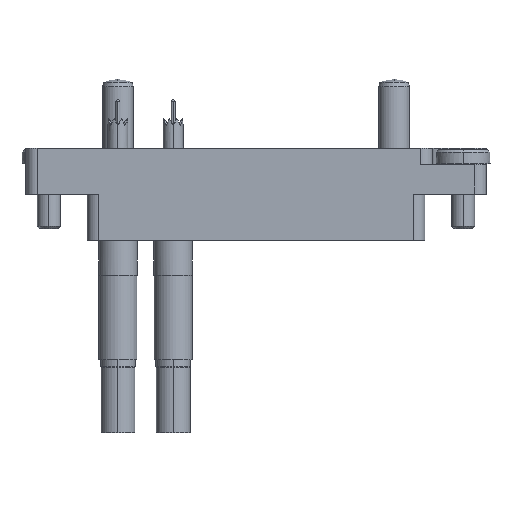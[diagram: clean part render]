
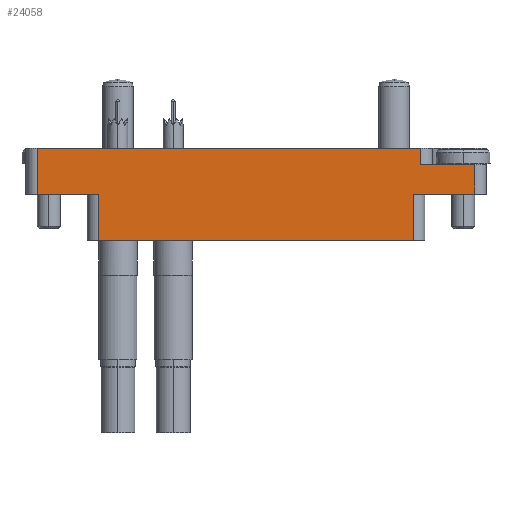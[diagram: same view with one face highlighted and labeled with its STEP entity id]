
A CAD part, left-side view. The second image highlights one B-rep face of the part: STEP entity #24058.
In plain terms, the highlighted face is planar.
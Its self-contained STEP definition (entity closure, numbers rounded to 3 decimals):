
#176 = LINE ( 'NONE', #4010, #5774 ) ;
#797 = ORIENTED_EDGE ( 'NONE', *, *, #12819, .T. ) ;
#969 = DIRECTION ( 'NONE',  ( 1., 0., 0. ) ) ;
#1105 = CARTESIAN_POINT ( 'NONE',  ( 30., 3.9, 14.35 ) ) ;
#1442 = DIRECTION ( 'NONE',  ( 0., 0., -1. ) ) ;
#1618 = DIRECTION ( 'NONE',  ( 0., -1., 0. ) ) ;
#1854 = EDGE_LOOP ( 'NONE', ( #9216, #13801, #13294, #24449, #17054, #797, #2125, #5904, #22080, #21099 ) ) ;
#1988 = VECTOR ( 'NONE', #15283, 1000. ) ;
#2125 = ORIENTED_EDGE ( 'NONE', *, *, #22593, .F. ) ;
#2301 = VERTEX_POINT ( 'NONE', #14293 ) ;
#2453 = VECTOR ( 'NONE', #24453, 1000. ) ;
#2816 = LINE ( 'NONE', #1105, #24637 ) ;
#3206 = VERTEX_POINT ( 'NONE', #4557 ) ;
#3421 = CARTESIAN_POINT ( 'NONE',  ( -30., 0., 14.35 ) ) ;
#3467 = EDGE_CURVE ( 'NONE', #21821, #10859, #176, .T. ) ;
#3712 = LINE ( 'NONE', #13775, #14964 ) ;
#3861 = VECTOR ( 'NONE', #19112, 1000. ) ;
#3962 = AXIS2_PLACEMENT_3D ( 'NONE', #3421, #1442, #15080 ) ;
#4010 = CARTESIAN_POINT ( 'NONE',  ( 28.5, 3.9, 14.35 ) ) ;
#4305 = EDGE_CURVE ( 'NONE', #16877, #2301, #15905, .T. ) ;
#4504 = LINE ( 'NONE', #8502, #2453 ) ;
#4557 = CARTESIAN_POINT ( 'NONE',  ( 20.5, -6., 14.35 ) ) ;
#5004 = CARTESIAN_POINT ( 'NONE',  ( 21.5, 0., 14.35 ) ) ;
#5152 = FACE_OUTER_BOUND ( 'NONE', #1854, .T. ) ;
#5774 = VECTOR ( 'NONE', #18173, 1000. ) ;
#5904 = ORIENTED_EDGE ( 'NONE', *, *, #10070, .T. ) ;
#6124 = CARTESIAN_POINT ( 'NONE',  ( -20.5, 0., 14.35 ) ) ;
#6310 = CARTESIAN_POINT ( 'NONE',  ( 21.5, 3.9, 14.35 ) ) ;
#7832 = CARTESIAN_POINT ( 'NONE',  ( 30., 0., 14.35 ) ) ;
#8231 = LINE ( 'NONE', #7832, #25479 ) ;
#8502 = CARTESIAN_POINT ( 'NONE',  ( 30., 0., 14.35 ) ) ;
#8681 = EDGE_CURVE ( 'NONE', #21821, #24771, #8231, .T. ) ;
#9164 = VERTEX_POINT ( 'NONE', #18750 ) ;
#9216 = ORIENTED_EDGE ( 'NONE', *, *, #18272, .F. ) ;
#10070 = EDGE_CURVE ( 'NONE', #11680, #19054, #25311, .T. ) ;
#10859 = VERTEX_POINT ( 'NONE', #14840 ) ;
#11047 = LINE ( 'NONE', #25287, #3861 ) ;
#11335 = CARTESIAN_POINT ( 'NONE',  ( -28.5, 0., 14.35 ) ) ;
#11680 = VERTEX_POINT ( 'NONE', #15914 ) ;
#12819 = EDGE_CURVE ( 'NONE', #14401, #9164, #17050, .T. ) ;
#13294 = ORIENTED_EDGE ( 'NONE', *, *, #8681, .F. ) ;
#13775 = CARTESIAN_POINT ( 'NONE',  ( -22., -6., 14.35 ) ) ;
#13801 = ORIENTED_EDGE ( 'NONE', *, *, #15501, .T. ) ;
#14293 = CARTESIAN_POINT ( 'NONE',  ( -20.5, -6., 14.35 ) ) ;
#14401 = VERTEX_POINT ( 'NONE', #6310 ) ;
#14840 = CARTESIAN_POINT ( 'NONE',  ( 28.5, 3.9, 14.35 ) ) ;
#14964 = VECTOR ( 'NONE', #21823, 1000. ) ;
#15080 = DIRECTION ( 'NONE',  ( -1., 0., 0. ) ) ;
#15283 = DIRECTION ( 'NONE',  ( 0., -1., 0. ) ) ;
#15501 = EDGE_CURVE ( 'NONE', #3206, #24771, #11047, .T. ) ;
#15653 = CARTESIAN_POINT ( 'NONE',  ( -30., 6., 14.35 ) ) ;
#15905 = LINE ( 'NONE', #6124, #23957 ) ;
#15914 = CARTESIAN_POINT ( 'NONE',  ( -28.5, 6., 14.35 ) ) ;
#16267 = CARTESIAN_POINT ( 'NONE',  ( 28.5, 0., 14.35 ) ) ;
#16288 = DIRECTION ( 'NONE',  ( -1., 0., 0. ) ) ;
#16877 = VERTEX_POINT ( 'NONE', #20834 ) ;
#16949 = PLANE ( 'NONE',  #3962 ) ;
#17050 = LINE ( 'NONE', #5004, #19025 ) ;
#17054 = ORIENTED_EDGE ( 'NONE', *, *, #18339, .F. ) ;
#18051 = LINE ( 'NONE', #15653, #24161 ) ;
#18173 = DIRECTION ( 'NONE',  ( 0., 1., 0. ) ) ;
#18272 = EDGE_CURVE ( 'NONE', #3206, #2301, #3712, .T. ) ;
#18339 = EDGE_CURVE ( 'NONE', #14401, #10859, #2816, .T. ) ;
#18750 = CARTESIAN_POINT ( 'NONE',  ( 21.5, 6., 14.35 ) ) ;
#19025 = VECTOR ( 'NONE', #23240, 1000. ) ;
#19054 = VERTEX_POINT ( 'NONE', #26088 ) ;
#19112 = DIRECTION ( 'NONE',  ( 0., 1., 0. ) ) ;
#20834 = CARTESIAN_POINT ( 'NONE',  ( -20.5, 0., 14.35 ) ) ;
#21030 = EDGE_CURVE ( 'NONE', #16877, #19054, #4504, .T. ) ;
#21099 = ORIENTED_EDGE ( 'NONE', *, *, #4305, .T. ) ;
#21603 = DIRECTION ( 'NONE',  ( 1., 0., 0. ) ) ;
#21821 = VERTEX_POINT ( 'NONE', #16267 ) ;
#21823 = DIRECTION ( 'NONE',  ( -1., 0., 0. ) ) ;
#22080 = ORIENTED_EDGE ( 'NONE', *, *, #21030, .F. ) ;
#22100 = CARTESIAN_POINT ( 'NONE',  ( 20.5, 0., 14.35 ) ) ;
#22593 = EDGE_CURVE ( 'NONE', #11680, #9164, #18051, .T. ) ;
#23240 = DIRECTION ( 'NONE',  ( 0., 1., 0. ) ) ;
#23957 = VECTOR ( 'NONE', #1618, 1000. ) ;
#24058 = ADVANCED_FACE ( 'NONE', ( #5152 ), #16949, .F. ) ;
#24161 = VECTOR ( 'NONE', #21603, 1000. ) ;
#24449 = ORIENTED_EDGE ( 'NONE', *, *, #3467, .T. ) ;
#24453 = DIRECTION ( 'NONE',  ( -1., 0., 0. ) ) ;
#24637 = VECTOR ( 'NONE', #969, 1000. ) ;
#24771 = VERTEX_POINT ( 'NONE', #22100 ) ;
#25287 = CARTESIAN_POINT ( 'NONE',  ( 20.5, 0., 14.35 ) ) ;
#25311 = LINE ( 'NONE', #11335, #1988 ) ;
#25479 = VECTOR ( 'NONE', #16288, 1000. ) ;
#26088 = CARTESIAN_POINT ( 'NONE',  ( -28.5, 0., 14.35 ) ) ;
